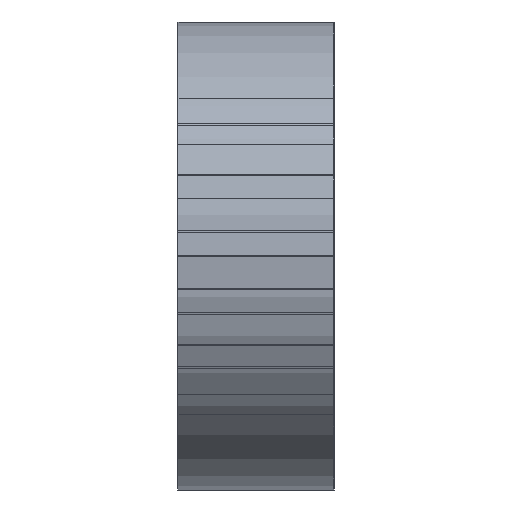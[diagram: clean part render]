
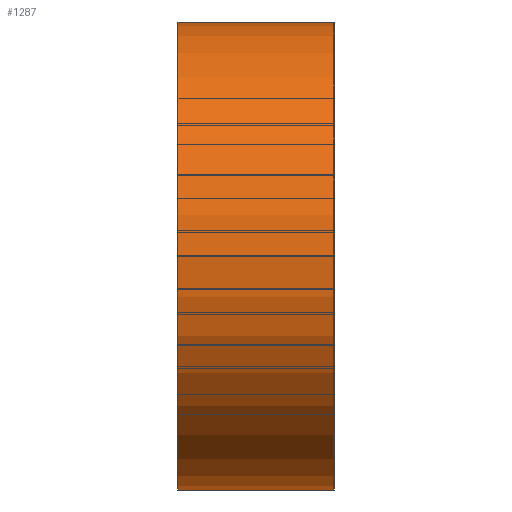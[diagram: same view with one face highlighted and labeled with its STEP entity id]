
A CAD part, left-side view. The second image highlights one B-rep face of the part: STEP entity #1287.
In plain terms, the highlighted cylindrical face has radius 38.1 mm (diameter 76.2 mm), a partial arc.
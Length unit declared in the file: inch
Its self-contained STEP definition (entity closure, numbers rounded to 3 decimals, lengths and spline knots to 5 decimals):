
#140 = AXIS2_PLACEMENT_3D ( 'NONE', #29708, #13341, #32460 ) ;
#537 = AXIS2_PLACEMENT_3D ( 'NONE', #8741, #1954, #27393 ) ;
#742 = EDGE_CURVE ( 'NONE', #31561, #21335, #30553, .T. ) ;
#901 = ORIENTED_EDGE ( 'NONE', *, *, #742, .T. ) ;
#1287 = ADVANCED_FACE ( 'NONE', ( #11745 ), #31797, .T. ) ;
#1954 = DIRECTION ( 'NONE',  ( 0., -1., 0. ) ) ;
#2389 = EDGE_CURVE ( 'NONE', #17425, #21738, #6535, .T. ) ;
#2954 = EDGE_LOOP ( 'NONE', ( #32247, #16931, #26015, #901 ) ) ;
#4624 = CARTESIAN_POINT ( 'NONE',  ( -11.05006, 1., -1.5 ) ) ;
#6535 = LINE ( 'NONE', #13366, #27414 ) ;
#8741 = CARTESIAN_POINT ( 'NONE',  ( -11.05006, 1., 0. ) ) ;
#9764 = DIRECTION ( 'NONE',  ( 0., 1., 0. ) ) ;
#11745 = FACE_OUTER_BOUND ( 'NONE', #2954, .T. ) ;
#11963 = EDGE_CURVE ( 'NONE', #31561, #17425, #27330, .T. ) ;
#13341 = DIRECTION ( 'NONE',  ( 0., 1., 0. ) ) ;
#13366 = CARTESIAN_POINT ( 'NONE',  ( -11.05006, 1., 1.5 ) ) ;
#13371 = CIRCLE ( 'NONE', #19883, 1.5 ) ;
#15875 = EDGE_CURVE ( 'NONE', #21335, #21738, #13371, .T. ) ;
#16931 = ORIENTED_EDGE ( 'NONE', *, *, #2389, .F. ) ;
#17425 = VERTEX_POINT ( 'NONE', #30082 ) ;
#19883 = AXIS2_PLACEMENT_3D ( 'NONE', #26065, #9764, #28813 ) ;
#21335 = VERTEX_POINT ( 'NONE', #28957 ) ;
#21738 = VERTEX_POINT ( 'NONE', #28103 ) ;
#26015 = ORIENTED_EDGE ( 'NONE', *, *, #11963, .F. ) ;
#26065 = CARTESIAN_POINT ( 'NONE',  ( -11.05006, 0., 0. ) ) ;
#26516 = DIRECTION ( 'NONE',  ( 0., -1., 0. ) ) ;
#26623 = CARTESIAN_POINT ( 'NONE',  ( -11.05006, 1., -1.5 ) ) ;
#27330 = CIRCLE ( 'NONE', #140, 1.5 ) ;
#27393 = DIRECTION ( 'NONE',  ( 0., 0., -1. ) ) ;
#27414 = VECTOR ( 'NONE', #32490, 39.37008 ) ;
#28103 = CARTESIAN_POINT ( 'NONE',  ( -11.05006, 0., 1.5 ) ) ;
#28813 = DIRECTION ( 'NONE',  ( 0., 0., 1. ) ) ;
#28957 = CARTESIAN_POINT ( 'NONE',  ( -11.05006, 0., -1.5 ) ) ;
#29708 = CARTESIAN_POINT ( 'NONE',  ( -11.05006, 1., 0. ) ) ;
#30082 = CARTESIAN_POINT ( 'NONE',  ( -11.05006, 1., 1.5 ) ) ;
#30553 = LINE ( 'NONE', #4624, #32293 ) ;
#31561 = VERTEX_POINT ( 'NONE', #26623 ) ;
#31797 = CYLINDRICAL_SURFACE ( 'NONE', #537, 1.5 ) ;
#32247 = ORIENTED_EDGE ( 'NONE', *, *, #15875, .T. ) ;
#32293 = VECTOR ( 'NONE', #26516, 39.37008 ) ;
#32460 = DIRECTION ( 'NONE',  ( 0., 0., 1. ) ) ;
#32490 = DIRECTION ( 'NONE',  ( 0., -1., 0. ) ) ;
